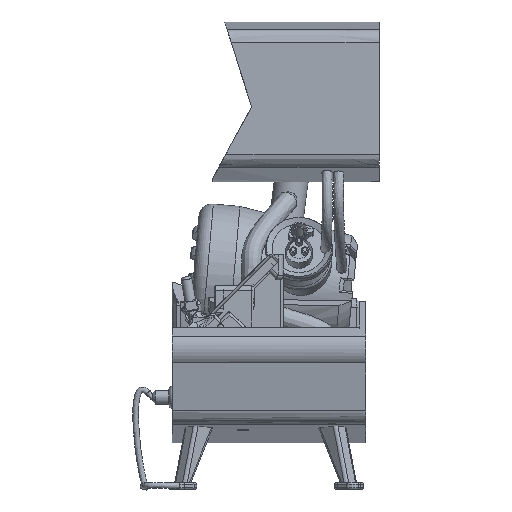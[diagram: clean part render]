
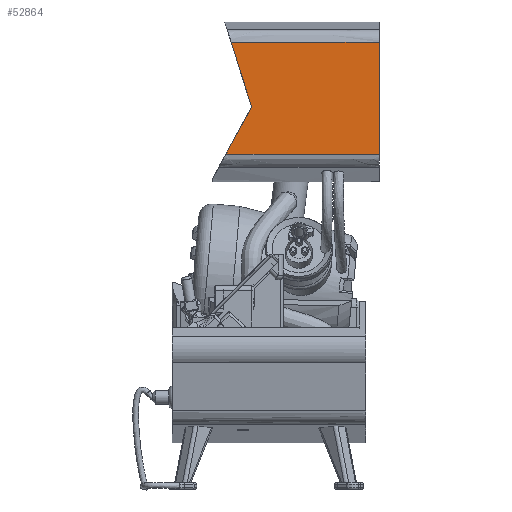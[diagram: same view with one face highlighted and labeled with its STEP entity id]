
A CAD part, left-side view. The second image highlights one B-rep face of the part: STEP entity #52864.
In plain terms, the highlighted planar face has unit normal (-1, 0, 0).
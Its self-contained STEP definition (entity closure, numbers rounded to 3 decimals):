
#52715 = VERTEX_POINT('',#52716);
#52716 = CARTESIAN_POINT('',(-225.276,-13.691,
    123.647));
#52726 = EDGE_CURVE('',#52727,#52715,#52729,.T.);
#52727 = VERTEX_POINT('',#52728);
#52728 = CARTESIAN_POINT('',(-225.276,41.659,
    123.647));
#52729 = B_SPLINE_CURVE_WITH_KNOTS('',3,(#52730,#52731,#52732,#52733),
  .UNSPECIFIED.,.F.,.F.,(4,4),(-2.214,0.),
  .PIECEWISE_BEZIER_KNOTS.);
#52730 = CARTESIAN_POINT('',(-225.276,41.659,
    123.647));
#52731 = CARTESIAN_POINT('',(-225.276,23.209,
    123.647));
#52732 = CARTESIAN_POINT('',(-225.276,4.759,
    123.647));
#52733 = CARTESIAN_POINT('',(-225.276,-13.691,
    123.647));
#52864 = ADVANCED_FACE('',(#52865),#52907,.T.);
#52865 = FACE_BOUND('',#52866,.T.);
#52866 = EDGE_LOOP('',(#52867,#52877,#52886,#52892,#52893,#52901));
#52867 = ORIENTED_EDGE('',*,*,#52868,.F.);
#52868 = EDGE_CURVE('',#52869,#52871,#52873,.T.);
#52869 = VERTEX_POINT('',#52870);
#52870 = CARTESIAN_POINT('',(-225.276,43.64,
    81.875));
#52871 = VERTEX_POINT('',#52872);
#52872 = CARTESIAN_POINT('',(-225.276,34.087,
    99.369));
#52873 = LINE('',#52874,#52875);
#52874 = CARTESIAN_POINT('',(-225.276,36.825,
    94.355));
#52875 = VECTOR('',#52876,1.);
#52876 = DIRECTION('',(0.,-0.479,
    0.878));
#52877 = ORIENTED_EDGE('',*,*,#52878,.F.);
#52878 = EDGE_CURVE('',#52879,#52869,#52881,.T.);
#52879 = VERTEX_POINT('',#52880);
#52880 = CARTESIAN_POINT('',(-225.276,-13.691,
    81.875));
#52881 = B_SPLINE_CURVE_WITH_KNOTS('',3,(#52882,#52883,#52884,#52885),
  .UNSPECIFIED.,.F.,.F.,(4,4),(0.,2.293),
  .PIECEWISE_BEZIER_KNOTS.);
#52882 = CARTESIAN_POINT('',(-225.276,-13.691,
    81.875));
#52883 = CARTESIAN_POINT('',(-225.276,5.419,
    81.875));
#52884 = CARTESIAN_POINT('',(-225.276,24.53,
    81.875));
#52885 = CARTESIAN_POINT('',(-225.276,43.64,
    81.875));
#52886 = ORIENTED_EDGE('',*,*,#52887,.F.);
#52887 = EDGE_CURVE('',#52715,#52879,#52888,.T.);
#52888 = LINE('',#52889,#52890);
#52889 = CARTESIAN_POINT('',(-225.276,-13.691,
    127.761));
#52890 = VECTOR('',#52891,1.);
#52891 = DIRECTION('',(0.,0.,-1.));
#52892 = ORIENTED_EDGE('',*,*,#52726,.F.);
#52893 = ORIENTED_EDGE('',*,*,#52894,.T.);
#52894 = EDGE_CURVE('',#52727,#52895,#52897,.T.);
#52895 = VERTEX_POINT('',#52896);
#52896 = CARTESIAN_POINT('',(-225.276,34.023,
    99.41));
#52897 = LINE('',#52898,#52899);
#52898 = CARTESIAN_POINT('',(-225.276,38.738,
    114.375));
#52899 = VECTOR('',#52900,1.);
#52900 = DIRECTION('',(0.,-0.3,
    -0.954));
#52901 = ORIENTED_EDGE('',*,*,#52902,.T.);
#52902 = EDGE_CURVE('',#52895,#52871,#52903,.T.);
#52903 = LINE('',#52904,#52905);
#52904 = CARTESIAN_POINT('',(-225.276,19.455,
    108.772));
#52905 = VECTOR('',#52906,1.);
#52906 = DIRECTION('',(0.,0.841,-0.541
    ));
#52907 = PLANE('',#52908);
#52908 = AXIS2_PLACEMENT_3D('',#52909,#52910,#52911);
#52909 = CARTESIAN_POINT('',(-225.276,-13.691,
    77.761));
#52910 = DIRECTION('',(-1.,0.,0.));
#52911 = DIRECTION('',(0.,0.,1.));
